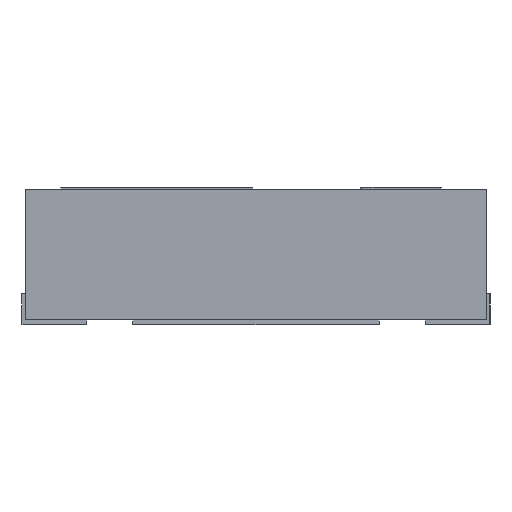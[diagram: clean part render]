
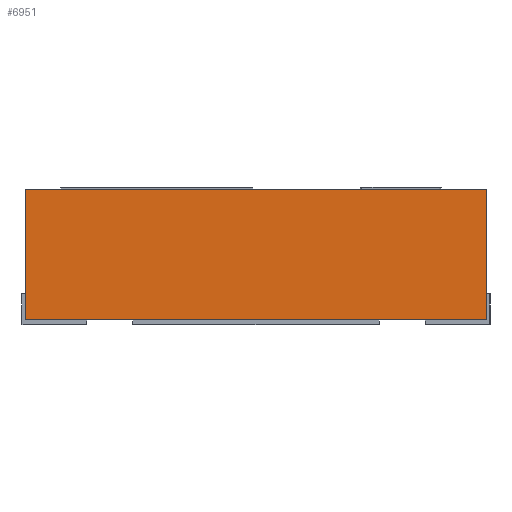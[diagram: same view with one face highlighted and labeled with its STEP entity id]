
A CAD part, left-side view. The second image highlights one B-rep face of the part: STEP entity #6951.
In plain terms, the highlighted planar face has unit normal (-1, 0, 0).
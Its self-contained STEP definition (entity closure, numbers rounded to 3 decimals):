
#230 = DIRECTION ( 'NONE',  ( 0., 0., -1. ) ) ;
#403 = VECTOR ( 'NONE', #2313, 1000. ) ;
#732 = ORIENTED_EDGE ( 'NONE', *, *, #4131, .T. ) ;
#1645 = CARTESIAN_POINT ( 'NONE',  ( -2.25, -1.5, 0.85 ) ) ;
#2116 = VECTOR ( 'NONE', #4091, 1000. ) ;
#2313 = DIRECTION ( 'NONE',  ( 0., -1., 0. ) ) ;
#2485 = EDGE_CURVE ( 'NONE', #5413, #2671, #8468, .T. ) ;
#2671 = VERTEX_POINT ( 'NONE', #4147 ) ;
#3032 = VERTEX_POINT ( 'NONE', #5254 ) ;
#3080 = LINE ( 'NONE', #1645, #6623 ) ;
#3151 = EDGE_CURVE ( 'NONE', #6362, #3032, #4224, .T. ) ;
#3395 = CARTESIAN_POINT ( 'NONE',  ( -2.25, 1.5, 0. ) ) ;
#3762 = DIRECTION ( 'NONE',  ( 0., 0., -1. ) ) ;
#3803 = CARTESIAN_POINT ( 'NONE',  ( -2.25, 1.5, 0.85 ) ) ;
#4091 = DIRECTION ( 'NONE',  ( 0., -1., 0. ) ) ;
#4131 = EDGE_CURVE ( 'NONE', #6362, #5413, #6337, .T. ) ;
#4147 = CARTESIAN_POINT ( 'NONE',  ( -2.25, -1.5, 0. ) ) ;
#4224 = LINE ( 'NONE', #4893, #2116 ) ;
#4893 = CARTESIAN_POINT ( 'NONE',  ( -2.25, 1.5, 0.85 ) ) ;
#5222 = FACE_OUTER_BOUND ( 'NONE', #8425, .T. ) ;
#5254 = CARTESIAN_POINT ( 'NONE',  ( -2.25, -1.5, 0.85 ) ) ;
#5413 = VERTEX_POINT ( 'NONE', #3395 ) ;
#5489 = ORIENTED_EDGE ( 'NONE', *, *, #3151, .F. ) ;
#5492 = EDGE_CURVE ( 'NONE', #3032, #2671, #3080, .T. ) ;
#5756 = VECTOR ( 'NONE', #230, 1000. ) ;
#6024 = DIRECTION ( 'NONE',  ( 0., 1., 0. ) ) ;
#6193 = ORIENTED_EDGE ( 'NONE', *, *, #2485, .T. ) ;
#6337 = LINE ( 'NONE', #8452, #5756 ) ;
#6362 = VERTEX_POINT ( 'NONE', #3803 ) ;
#6623 = VECTOR ( 'NONE', #3762, 1000. ) ;
#6701 = CARTESIAN_POINT ( 'NONE',  ( -2.25, 1.5, 0.85 ) ) ;
#6951 = ADVANCED_FACE ( 'NONE', ( #5222 ), #7335, .F. ) ;
#7172 = CARTESIAN_POINT ( 'NONE',  ( -2.25, 1.5, 0. ) ) ;
#7335 = PLANE ( 'NONE',  #7346 ) ;
#7346 = AXIS2_PLACEMENT_3D ( 'NONE', #6701, #7927, #6024 ) ;
#7810 = ORIENTED_EDGE ( 'NONE', *, *, #5492, .F. ) ;
#7927 = DIRECTION ( 'NONE',  ( 1., 0., 0. ) ) ;
#8425 = EDGE_LOOP ( 'NONE', ( #6193, #7810, #5489, #732 ) ) ;
#8452 = CARTESIAN_POINT ( 'NONE',  ( -2.25, 1.5, 0.85 ) ) ;
#8468 = LINE ( 'NONE', #7172, #403 ) ;
